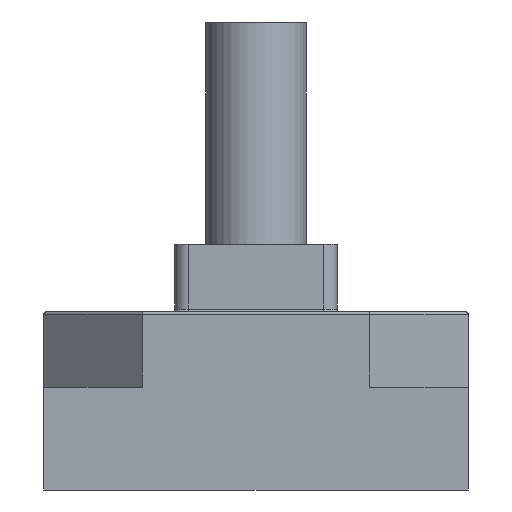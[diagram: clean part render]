
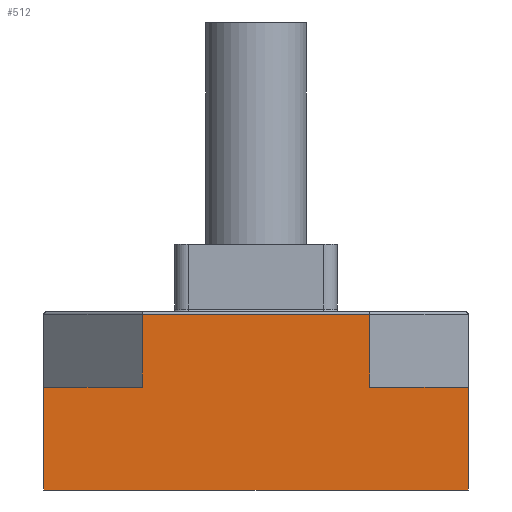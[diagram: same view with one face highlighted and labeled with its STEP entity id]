
A CAD part, front view. The second image highlights one B-rep face of the part: STEP entity #512.
In plain terms, the highlighted planar face has unit normal (0, -1, 0).
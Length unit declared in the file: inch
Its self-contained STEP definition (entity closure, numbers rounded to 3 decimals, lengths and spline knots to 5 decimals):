
#16 = AXIS2_PLACEMENT_3D ( 'NONE', #1637, #1647, #1648 ) ;
#250 = EDGE_CURVE ( 'NONE', #358, #359, #962, .T. ) ;
#255 = EDGE_CURVE ( 'NONE', #381, #380, #972, .T. ) ;
#256 = EDGE_CURVE ( 'NONE', #377, #376, #974, .T. ) ;
#282 = EDGE_CURVE ( 'NONE', #378, #358, #1025, .T. ) ;
#283 = EDGE_CURVE ( 'NONE', #376, #359, #1027, .T. ) ;
#284 = EDGE_CURVE ( 'NONE', #379, #380, #1029, .T. ) ;
#285 = EDGE_CURVE ( 'NONE', #378, #379, #1031, .T. ) ;
#286 = EDGE_CURVE ( 'NONE', #377, #381, #1033, .T. ) ;
#358 = VERTEX_POINT ( 'NONE', #1501 ) ;
#359 = VERTEX_POINT ( 'NONE', #1502 ) ;
#376 = VERTEX_POINT ( 'NONE', #1519 ) ;
#377 = VERTEX_POINT ( 'NONE', #1520 ) ;
#378 = VERTEX_POINT ( 'NONE', #1521 ) ;
#379 = VERTEX_POINT ( 'NONE', #1522 ) ;
#380 = VERTEX_POINT ( 'NONE', #1523 ) ;
#381 = VERTEX_POINT ( 'NONE', #1524 ) ;
#512 = ADVANCED_FACE ( 'NONE', ( #1111 ), #1642, .F. ) ;
#603 = EDGE_LOOP ( 'NONE', ( #674, #675, #676, #677, #678, #679, #680, #681 ) ) ;
#674 = ORIENTED_EDGE ( 'NONE', *, *, #285, .T. ) ;
#675 = ORIENTED_EDGE ( 'NONE', *, *, #284, .T. ) ;
#676 = ORIENTED_EDGE ( 'NONE', *, *, #255, .F. ) ;
#677 = ORIENTED_EDGE ( 'NONE', *, *, #286, .F. ) ;
#678 = ORIENTED_EDGE ( 'NONE', *, *, #256, .T. ) ;
#679 = ORIENTED_EDGE ( 'NONE', *, *, #283, .T. ) ;
#680 = ORIENTED_EDGE ( 'NONE', *, *, #250, .F. ) ;
#681 = ORIENTED_EDGE ( 'NONE', *, *, #282, .F. ) ;
#962 = LINE ( 'NONE', #1344, #963 ) ;
#963 = VECTOR ( 'NONE', #1345, 39.37008 ) ;
#972 = LINE ( 'NONE', #1354, #973 ) ;
#973 = VECTOR ( 'NONE', #1355, 39.37008 ) ;
#974 = LINE ( 'NONE', #1356, #975 ) ;
#975 = VECTOR ( 'NONE', #1357, 39.37008 ) ;
#1025 = LINE ( 'NONE', #1408, #1026 ) ;
#1026 = VECTOR ( 'NONE', #1409, 39.37008 ) ;
#1027 = LINE ( 'NONE', #1410, #1028 ) ;
#1028 = VECTOR ( 'NONE', #1411, 39.37008 ) ;
#1029 = LINE ( 'NONE', #1412, #1030 ) ;
#1030 = VECTOR ( 'NONE', #1413, 39.37008 ) ;
#1031 = LINE ( 'NONE', #1414, #1032 ) ;
#1032 = VECTOR ( 'NONE', #1415, 39.37008 ) ;
#1033 = LINE ( 'NONE', #1416, #1034 ) ;
#1034 = VECTOR ( 'NONE', #1417, 39.37008 ) ;
#1111 = FACE_OUTER_BOUND ( 'NONE', #603, .T. ) ;
#1344 = CARTESIAN_POINT ( 'NONE',  ( 3.94, 2.69, 16.438 ) ) ;
#1345 = DIRECTION ( 'NONE',  ( 0., 0., -1. ) ) ;
#1354 = CARTESIAN_POINT ( 'NONE',  ( -2.11235, 2.69, 1.91 ) ) ;
#1355 = DIRECTION ( 'NONE',  ( 0., 0., 1. ) ) ;
#1356 = CARTESIAN_POINT ( 'NONE',  ( -3.94, 2.69, 16.438 ) ) ;
#1357 = DIRECTION ( 'NONE',  ( 0., 0., -1. ) ) ;
#1408 = CARTESIAN_POINT ( 'NONE',  ( 2.11235, 2.69, 1.91 ) ) ;
#1409 = DIRECTION ( 'NONE',  ( 1., 0., 0. ) ) ;
#1410 = CARTESIAN_POINT ( 'NONE',  ( -3.94, 2.69, 0. ) ) ;
#1411 = DIRECTION ( 'NONE',  ( 1., 0., 0. ) ) ;
#1412 = CARTESIAN_POINT ( 'NONE',  ( -2.11235, 2.69, 3.26 ) ) ;
#1413 = DIRECTION ( 'NONE',  ( -1., 0., 0. ) ) ;
#1414 = CARTESIAN_POINT ( 'NONE',  ( 2.11235, 2.69, 1.91 ) ) ;
#1415 = DIRECTION ( 'NONE',  ( 0., 0., 1. ) ) ;
#1416 = CARTESIAN_POINT ( 'NONE',  ( -2.11235, 2.69, 1.91 ) ) ;
#1417 = DIRECTION ( 'NONE',  ( 1., 0., 0. ) ) ;
#1501 = CARTESIAN_POINT ( 'NONE',  ( 3.94, 2.69, 1.91 ) ) ;
#1502 = CARTESIAN_POINT ( 'NONE',  ( 3.94, 2.69, 0. ) ) ;
#1519 = CARTESIAN_POINT ( 'NONE',  ( -3.94, 2.69, 0. ) ) ;
#1520 = CARTESIAN_POINT ( 'NONE',  ( -3.94, 2.69, 1.91 ) ) ;
#1521 = CARTESIAN_POINT ( 'NONE',  ( 2.11235, 2.69, 1.91 ) ) ;
#1522 = CARTESIAN_POINT ( 'NONE',  ( 2.11235, 2.69, 3.26 ) ) ;
#1523 = CARTESIAN_POINT ( 'NONE',  ( -2.11235, 2.69, 3.26 ) ) ;
#1524 = CARTESIAN_POINT ( 'NONE',  ( -2.11235, 2.69, 1.91 ) ) ;
#1637 = CARTESIAN_POINT ( 'NONE',  ( -3.94, 2.69, 16.438 ) ) ;
#1642 = PLANE ( 'NONE',  #16 ) ;
#1647 = DIRECTION ( 'NONE',  ( 0., 1., 0. ) ) ;
#1648 = DIRECTION ( 'NONE',  ( 0., 0., 1. ) ) ;
